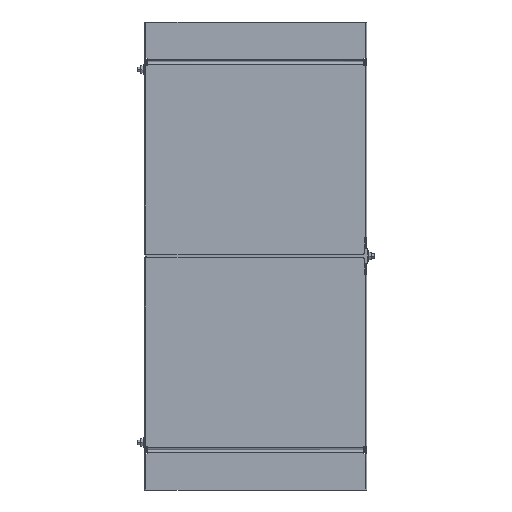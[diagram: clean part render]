
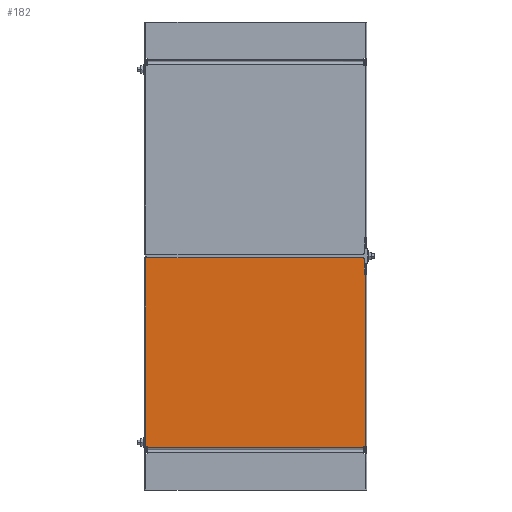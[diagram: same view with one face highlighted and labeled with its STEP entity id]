
A CAD part, front view. The second image highlights one B-rep face of the part: STEP entity #182.
In plain terms, the highlighted planar face has unit normal (0, -1, 0).
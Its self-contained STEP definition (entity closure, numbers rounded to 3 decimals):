
#182=ADVANCED_FACE('',(#945),#12063,.T.);
#945=FACE_OUTER_BOUND('',#1794,.T.);
#1794=EDGE_LOOP('',(#3130,#3131,#3132,#3133,#3134,#3135,#3136,#3137,#3138,
#3139,#3140));
#3130=ORIENTED_EDGE('',*,*,#6664,.F.);
#3131=ORIENTED_EDGE('',*,*,#6667,.F.);
#3132=ORIENTED_EDGE('',*,*,#6668,.F.);
#3133=ORIENTED_EDGE('',*,*,#6669,.F.);
#3134=ORIENTED_EDGE('',*,*,#6666,.F.);
#3135=ORIENTED_EDGE('',*,*,#6665,.F.);
#3136=ORIENTED_EDGE('',*,*,#6662,.T.);
#3137=ORIENTED_EDGE('',*,*,#6671,.F.);
#3138=ORIENTED_EDGE('',*,*,#6663,.F.);
#3139=ORIENTED_EDGE('',*,*,#7116,.F.);
#3140=ORIENTED_EDGE('',*,*,#6670,.F.);
#6662=EDGE_CURVE('',#10823,#10824,#9843,.T.);
#6663=EDGE_CURVE('',#10825,#10822,#8609,.T.);
#6664=EDGE_CURVE('',#10826,#10827,#8610,.T.);
#6665=EDGE_CURVE('',#10823,#10829,#8611,.T.);
#6666=EDGE_CURVE('',#10829,#10830,#8612,.T.);
#6667=EDGE_CURVE('',#10831,#10826,#8613,.T.);
#6668=EDGE_CURVE('',#10832,#10831,#8614,.T.);
#6669=EDGE_CURVE('',#10830,#10832,#8615,.T.);
#6670=EDGE_CURVE('',#10827,#10828,#8616,.T.);
#6671=EDGE_CURVE('',#10822,#10824,#8617,.T.);
#7116=EDGE_CURVE('',#10828,#10825,#9990,.T.);
#8609=B_SPLINE_CURVE_WITH_KNOTS('',1,(#18173,#18174),.UNSPECIFIED.,.F.,
 .F.,(2,2),(0.,21.5),.UNSPECIFIED.);
#8610=B_SPLINE_CURVE_WITH_KNOTS('',1,(#18175,#18176),.UNSPECIFIED.,.F.,
 .F.,(2,2),(-258.,0.),.UNSPECIFIED.);
#8611=B_SPLINE_CURVE_WITH_KNOTS('',1,(#18177,#18178),.UNSPECIFIED.,.F.,
 .F.,(2,2),(0.,2.3),.UNSPECIFIED.);
#8612=B_SPLINE_CURVE_WITH_KNOTS('',1,(#18179,#18180),.UNSPECIFIED.,.F.,
 .F.,(2,2),(0.,1.838),.UNSPECIFIED.);
#8613=B_SPLINE_CURVE_WITH_KNOTS('',1,(#18181,#18182),.UNSPECIFIED.,.F.,
 .F.,(2,2),(0.,2.3),.UNSPECIFIED.);
#8614=B_SPLINE_CURVE_WITH_KNOTS('',1,(#18183,#18184),.UNSPECIFIED.,.F.,
 .F.,(2,2),(0.,1.838),.UNSPECIFIED.);
#8615=B_SPLINE_CURVE_WITH_KNOTS('',1,(#18185,#18186),.UNSPECIFIED.,.F.,
 .F.,(2,2),(-295.4,0.),.UNSPECIFIED.);
#8616=B_SPLINE_CURVE_WITH_KNOTS('',1,(#18187,#18188),.UNSPECIFIED.,.F.,
 .F.,(2,2),(-297.25,0.),.UNSPECIFIED.);
#8617=B_SPLINE_CURVE_WITH_KNOTS('',1,(#18189,#18190),.UNSPECIFIED.,.F.,
 .F.,(2,2),(0.,1.75),.UNSPECIFIED.);
#9843=(
BOUNDED_CURVE()
B_SPLINE_CURVE(1,(#18171,#18172),.UNSPECIFIED.,.F.,.F.)
B_SPLINE_CURVE_WITH_KNOTS((2,2),(0.,235.5),.UNSPECIFIED.)
CURVE()
GEOMETRIC_REPRESENTATION_ITEM()
RATIONAL_B_SPLINE_CURVE((1.,1.))
REPRESENTATION_ITEM('')
);
#9990=(
BOUNDED_CURVE()
B_SPLINE_CURVE(2,(#19313,#19314,#19315),.UNSPECIFIED.,.F.,.F.)
B_SPLINE_CURVE_WITH_KNOTS((3,3),(-1.571,0.),.UNSPECIFIED.)
CURVE()
GEOMETRIC_REPRESENTATION_ITEM()
RATIONAL_B_SPLINE_CURVE((1.,0.707,1.))
REPRESENTATION_ITEM('')
);
#10822=VERTEX_POINT('',#17447);
#10823=VERTEX_POINT('',#17448);
#10824=VERTEX_POINT('',#17449);
#10825=VERTEX_POINT('',#17450);
#10826=VERTEX_POINT('',#17451);
#10827=VERTEX_POINT('',#17452);
#10828=VERTEX_POINT('',#17453);
#10829=VERTEX_POINT('',#17454);
#10830=VERTEX_POINT('',#17455);
#10831=VERTEX_POINT('',#17456);
#10832=VERTEX_POINT('',#17457);
#12063=PLANE('',#12491);
#12491=AXIS2_PLACEMENT_3D('',#13312,#12885,$);
#12885=DIRECTION('',(0.,-1.,0.));
#13312=CARTESIAN_POINT('',(-180.001,-1.25,31.677));
#17447=CARTESIAN_POINT('',(148.25,-1.25,295.));
#17448=CARTESIAN_POINT('',(150.,-1.25,59.5));
#17449=CARTESIAN_POINT('',(150.,-1.25,295.));
#17450=CARTESIAN_POINT('',(148.25,-1.25,316.5));
#17451=CARTESIAN_POINT('',(-150.,-1.25,59.5));
#17452=CARTESIAN_POINT('',(-150.,-1.25,317.5));
#17453=CARTESIAN_POINT('',(147.25,-1.25,317.5));
#17454=CARTESIAN_POINT('',(147.7,-1.25,59.5));
#17455=CARTESIAN_POINT('',(147.7,-1.25,57.662));
#17456=CARTESIAN_POINT('',(-147.7,-1.25,59.5));
#17457=CARTESIAN_POINT('',(-147.7,-1.25,57.662));
#18171=CARTESIAN_POINT('',(150.,-1.25,59.5));
#18172=CARTESIAN_POINT('',(150.,-1.25,295.));
#18173=CARTESIAN_POINT('',(148.25,-1.25,316.5));
#18174=CARTESIAN_POINT('',(148.25,-1.25,295.));
#18175=CARTESIAN_POINT('',(-150.,-1.25,59.5));
#18176=CARTESIAN_POINT('',(-150.,-1.25,317.5));
#18177=CARTESIAN_POINT('',(150.,-1.25,59.5));
#18178=CARTESIAN_POINT('',(147.7,-1.25,59.5));
#18179=CARTESIAN_POINT('',(147.7,-1.25,59.5));
#18180=CARTESIAN_POINT('',(147.7,-1.25,57.662));
#18181=CARTESIAN_POINT('',(-147.7,-1.25,59.5));
#18182=CARTESIAN_POINT('',(-150.,-1.25,59.5));
#18183=CARTESIAN_POINT('',(-147.7,-1.25,57.662));
#18184=CARTESIAN_POINT('',(-147.7,-1.25,59.5));
#18185=CARTESIAN_POINT('',(147.7,-1.25,57.662));
#18186=CARTESIAN_POINT('',(-147.7,-1.25,57.662));
#18187=CARTESIAN_POINT('',(-150.,-1.25,317.5));
#18188=CARTESIAN_POINT('',(147.25,-1.25,317.5));
#18189=CARTESIAN_POINT('',(148.25,-1.25,295.));
#18190=CARTESIAN_POINT('',(150.,-1.25,295.));
#19313=CARTESIAN_POINT('',(147.25,-1.25,317.5));
#19314=CARTESIAN_POINT('',(148.25,-1.25,317.5));
#19315=CARTESIAN_POINT('',(148.25,-1.25,316.5));
